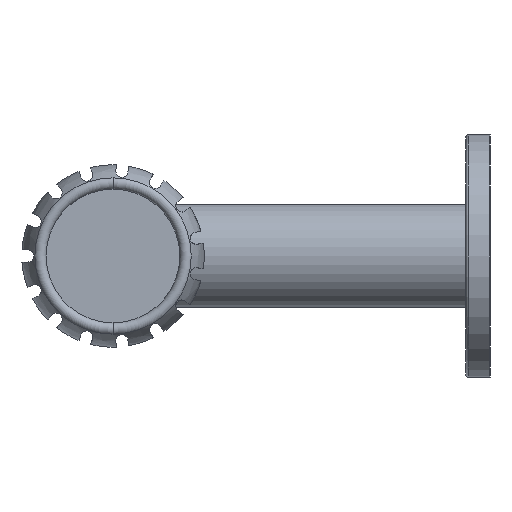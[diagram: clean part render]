
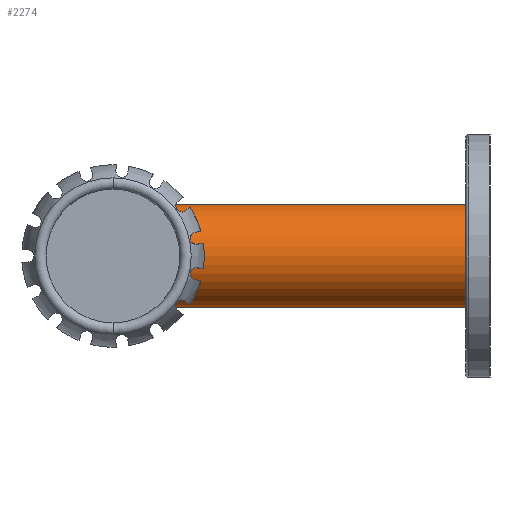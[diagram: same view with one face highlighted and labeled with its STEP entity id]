
A CAD part, left-side view. The second image highlights one B-rep face of the part: STEP entity #2274.
In plain terms, the highlighted cylindrical face has radius 4.25 mm (diameter 8.5 mm), a full revolution.
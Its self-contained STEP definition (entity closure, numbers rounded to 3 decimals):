
#330=CYLINDRICAL_SURFACE('',#2491,4.25);
#384=FACE_OUTER_BOUND('',#499,.T.);
#499=EDGE_LOOP('',(#1569,#1570,#1571,#1572));
#619=LINE('',#3449,#720);
#720=VECTOR('',#2792,4.25);
#822=CIRCLE('',#2492,4.25);
#823=CIRCLE('',#2493,4.25);
#954=VERTEX_POINT('',#3446);
#955=VERTEX_POINT('',#3448);
#1207=EDGE_CURVE('',#954,#954,#822,.T.);
#1208=EDGE_CURVE('',#954,#955,#619,.T.);
#1209=EDGE_CURVE('',#955,#955,#823,.T.);
#1569=ORIENTED_EDGE('',*,*,#1207,.F.);
#1570=ORIENTED_EDGE('',*,*,#1208,.T.);
#1571=ORIENTED_EDGE('',*,*,#1209,.F.);
#1572=ORIENTED_EDGE('',*,*,#1208,.F.);
#2274=ADVANCED_FACE('',(#384),#330,.T.);
#2491=AXIS2_PLACEMENT_3D('',#3445,#2788,#2789);
#2492=AXIS2_PLACEMENT_3D('',#3447,#2790,#2791);
#2493=AXIS2_PLACEMENT_3D('',#3450,#2793,#2794);
#2788=DIRECTION('center_axis',(0.,1.,0.));
#2789=DIRECTION('ref_axis',(1.,0.,0.));
#2790=DIRECTION('center_axis',(0.,1.,0.));
#2791=DIRECTION('ref_axis',(1.,0.,0.));
#2792=DIRECTION('',(0.,-1.,0.));
#2793=DIRECTION('center_axis',(0.,-1.,0.));
#2794=DIRECTION('ref_axis',(1.,0.,0.));
#3445=CARTESIAN_POINT('Origin',(0.,0.,0.));
#3446=CARTESIAN_POINT('',(-4.25,26.5,0.));
#3447=CARTESIAN_POINT('Origin',(0.,26.5,0.));
#3448=CARTESIAN_POINT('',(-4.25,0.,0.));
#3449=CARTESIAN_POINT('',(-4.25,0.,0.));
#3450=CARTESIAN_POINT('Origin',(0.,0.,0.));
